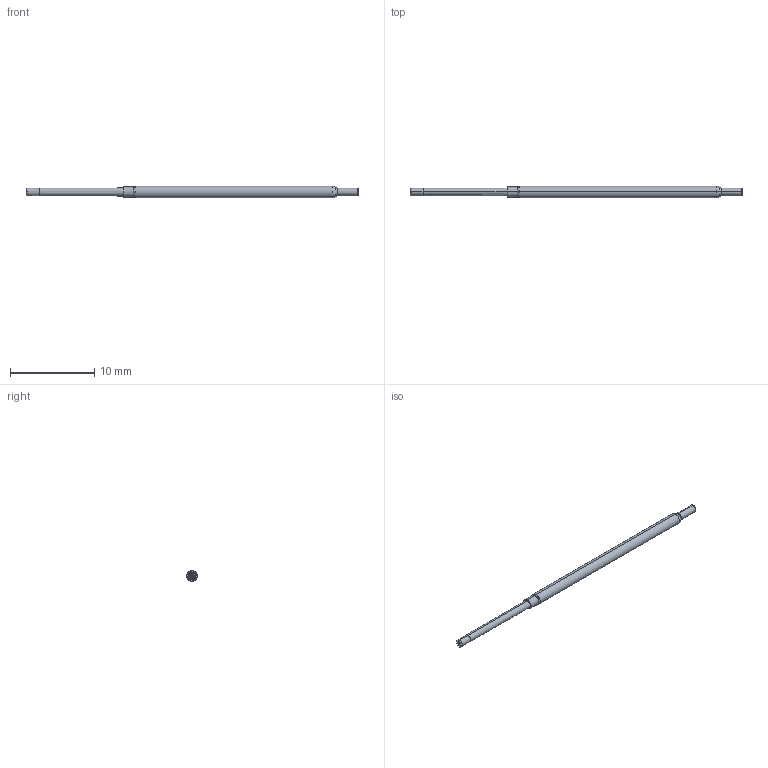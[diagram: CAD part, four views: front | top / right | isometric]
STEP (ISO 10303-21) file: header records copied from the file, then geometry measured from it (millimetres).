
FILE_DESCRIPTION (( 'STEP AP214' ), '1' );
FILE_NAME ('X75-PRP4076_.STEP', '2016-04-19T14:53:49', ( 'spare' ), ( '' ), 'SwSTEP 2.0', 'SolidWorks 2016', '' );
FILE_SCHEMA (( 'AUTOMOTIVE_DESIGN' ));
Length unit declared in the file: inch
Products named in the file (1): X75-PRP4076_
Bounding box: 39.49 x 1.37 x 1.37 mm (x, y, z)
Volume: 46.2 mm3; surface area: 151.5 mm2
Topology: 1 solids, 1 shells, 56 faces, 132 edges, 79 vertices
Faces by surface type: cone 30, cylinder 16, torus 8, plane 2
Entity records: 2424 total; most frequent: CARTESIAN_POINT 454, ORIENTED_EDGE 264, DIRECTION 238, EDGE_CURVE 132, AXIS2_PLACEMENT_3D 111, VERTEX_POINT 79, B_SPLINE_CURVE_WITH_KNOTS 62, UNCERTAINTY_MEASURE_WITH_UNIT 59
